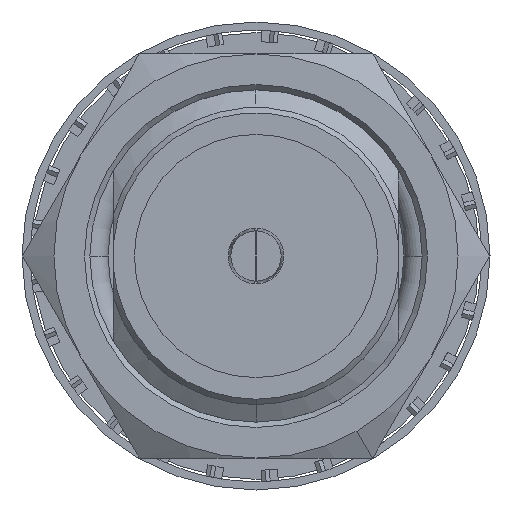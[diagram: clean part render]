
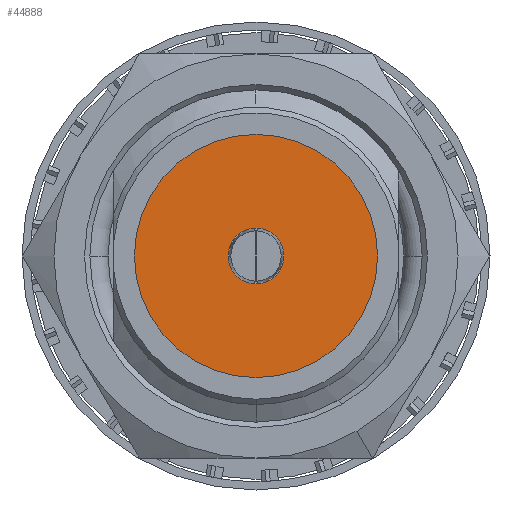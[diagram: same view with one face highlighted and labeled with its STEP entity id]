
A CAD part, left-side view. The second image highlights one B-rep face of the part: STEP entity #44888.
In plain terms, the highlighted face is planar.
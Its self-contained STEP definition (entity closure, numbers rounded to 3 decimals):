
#184 = DIRECTION ( 'NONE',  ( 0., 0., -1. ) ) ;
#1774 = ORIENTED_EDGE ( 'NONE', *, *, #56998, .F. ) ;
#4773 = EDGE_LOOP ( 'NONE', ( #6710, #98102 ) ) ;
#6710 = ORIENTED_EDGE ( 'NONE', *, *, #59900, .T. ) ;
#6896 = DIRECTION ( 'NONE',  ( 1., 0., 0. ) ) ;
#8990 = AXIS2_PLACEMENT_3D ( 'NONE', #9181, #39897, #46474 ) ;
#9181 = CARTESIAN_POINT ( 'NONE',  ( 21.412, 0., 0. ) ) ;
#9361 = CARTESIAN_POINT ( 'NONE',  ( 21.412, 0., 1.311 ) ) ;
#11000 = CARTESIAN_POINT ( 'NONE',  ( 21.412, 0., 5.715 ) ) ;
#12654 = DIRECTION ( 'NONE',  ( 0., 0., -1. ) ) ;
#13499 = DIRECTION ( 'NONE',  ( 1., 0., 0. ) ) ;
#13975 = CARTESIAN_POINT ( 'NONE',  ( 21.412, 0., -5.715 ) ) ;
#15014 = DIRECTION ( 'NONE',  ( 0., 0., -1. ) ) ;
#20553 = DIRECTION ( 'NONE',  ( 0., 0., -1. ) ) ;
#28114 = CARTESIAN_POINT ( 'NONE',  ( 21.412, 0., 0. ) ) ;
#30616 = CIRCLE ( 'NONE', #88548, 5.715 ) ;
#32339 = FACE_BOUND ( 'NONE', #63113, .T. ) ;
#38672 = CIRCLE ( 'NONE', #93249, 1.311 ) ;
#39897 = DIRECTION ( 'NONE',  ( 1., 0., 0. ) ) ;
#41910 = DIRECTION ( 'NONE',  ( 1., 0., 0. ) ) ;
#44888 = ADVANCED_FACE ( 'NONE', ( #32339, #61098 ), #91861, .T. ) ;
#46474 = DIRECTION ( 'NONE',  ( 0., 0., -1. ) ) ;
#46492 = VERTEX_POINT ( 'NONE', #9361 ) ;
#52124 = VERTEX_POINT ( 'NONE', #13975 ) ;
#54063 = VERTEX_POINT ( 'NONE', #11000 ) ;
#54124 = DIRECTION ( 'NONE',  ( 1., 0., 0. ) ) ;
#55110 = CARTESIAN_POINT ( 'NONE',  ( 21.412, 0., 0. ) ) ;
#56998 = EDGE_CURVE ( 'NONE', #46492, #71233, #38672, .T. ) ;
#58391 = CIRCLE ( 'NONE', #93844, 5.715 ) ;
#58788 = AXIS2_PLACEMENT_3D ( 'NONE', #72683, #41910, #12654 ) ;
#59900 = EDGE_CURVE ( 'NONE', #52124, #54063, #30616, .T. ) ;
#61098 = FACE_OUTER_BOUND ( 'NONE', #4773, .T. ) ;
#63113 = EDGE_LOOP ( 'NONE', ( #71924, #1774 ) ) ;
#66355 = EDGE_CURVE ( 'NONE', #54063, #52124, #58391, .T. ) ;
#66855 = CIRCLE ( 'NONE', #58788, 1.311 ) ;
#71233 = VERTEX_POINT ( 'NONE', #72226 ) ;
#71924 = ORIENTED_EDGE ( 'NONE', *, *, #96521, .F. ) ;
#72226 = CARTESIAN_POINT ( 'NONE',  ( 21.412, 0., -1.311 ) ) ;
#72683 = CARTESIAN_POINT ( 'NONE',  ( 21.412, 0., 0. ) ) ;
#75463 = CARTESIAN_POINT ( 'NONE',  ( 21.412, 0., 0. ) ) ;
#88548 = AXIS2_PLACEMENT_3D ( 'NONE', #75463, #6896, #20553 ) ;
#91861 = PLANE ( 'NONE',  #8990 ) ;
#93249 = AXIS2_PLACEMENT_3D ( 'NONE', #55110, #54124, #184 ) ;
#93844 = AXIS2_PLACEMENT_3D ( 'NONE', #28114, #13499, #15014 ) ;
#96521 = EDGE_CURVE ( 'NONE', #71233, #46492, #66855, .T. ) ;
#98102 = ORIENTED_EDGE ( 'NONE', *, *, #66355, .T. ) ;
